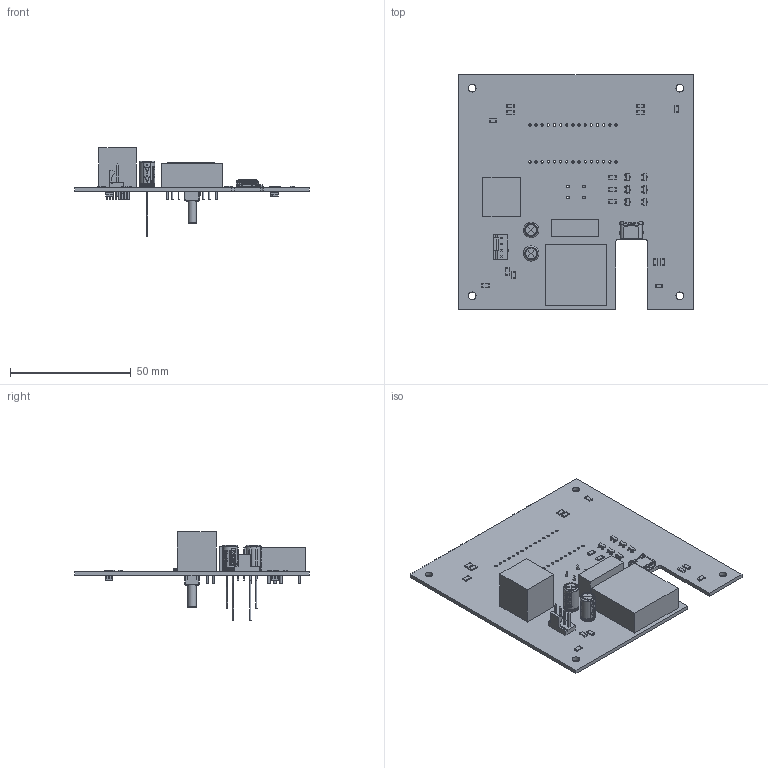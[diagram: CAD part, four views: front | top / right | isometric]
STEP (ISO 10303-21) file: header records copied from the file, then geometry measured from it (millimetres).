
FILE_DESCRIPTION(('KiCad electronic assembly'),'2;1');
FILE_NAME('DIYFAN_V1.step','2025-03-10T15:04:35',('Pcbnew'),('Kicad'), 'Open CASCADE STEP processor 7.8','KiCad to STEP converter','Unknown' );
FILE_SCHEMA(('AUTOMOTIVE_DESIGN { 1 0 10303 214 1 1 1 1 }'));
Length unit declared in the file: millimetre
Products named in the file (22): DIYFAN_V1 1; R_1206_3216Metric; 10164359-00011LF; 615008160321; ASSEMBLY; SOT-23-3; CP_Wurth_WCAP-ATG8-P2.5D6.3L11; SPUN02L-05; 47053-1000; 470531000; SKM10E-12; 150141M173100; SW_PUSH_6mm_H13mm; SW_PUSH_6mm_h13mm; DIYFAN_V1_PCB
Assembly tree (44 placements, depth 3):
  DIYFAN_V1 1
    R_1206_3216Metric  x15
      R_1206_3216Metric
    10164359-00011LF
      10164359-00011LF
    615008160321
      ASSEMBLY
    SOT-23-3  x6
      SOT-23-3
    CP_Wurth_WCAP-ATG8-P2.5D6.3L11  x2
      CP_Wurth_WCAP-ATG8-P2.5D6.3L11
    SPUN02L-05
      ASSEMBLY
    47053-1000
      470531000
    SKM10E-12
      ASSEMBLY
    150141M173100  x4
      150141M173100
    SW_PUSH_6mm_H13mm
      SW_PUSH_6mm_h13mm
    DIYFAN_V1_PCB
Bounding box: 97.03 x 97.03 x 36.55 mm (x, y, z)
Volume: 27726.2 mm3; surface area: 28118 mm2
Topology: 106 solids, 109 shells, 3753 faces, 9613 edges, 6259 vertices
Faces by surface type: plane 2479, cylinder 920, bspline 276, torus 55, cone 23
Full cylindrical faces by diameter (mm): 0.5 x4, 0.58 x25, 0.7 x10, 0.78 x5, 0.8 x8, 0.875 x2, 0.9 x8, 1 x70, 1.02 x4, 1.1 x4, 1.2 x6, 1.3 x1, 1.34 x4, 1.4 x2, 1.575 x2, 3 x2, 3.2 x6, 3.5 x3, 3.675 x2, 4.2 x2, 4.375 x2, 4.55 x4, 5.169 x4, 5.716 x2, 5.736 x2, 6.08 x4, 6.1 x4
Entity records: 73580 total; most frequent: CARTESIAN_POINT 19430, ORIENTED_EDGE 10652, DIRECTION 9723, EDGE_CURVE 5338, LINE 3607, VECTOR 3607, VERTEX_POINT 3488, AXIS2_PLACEMENT_3D 3058
